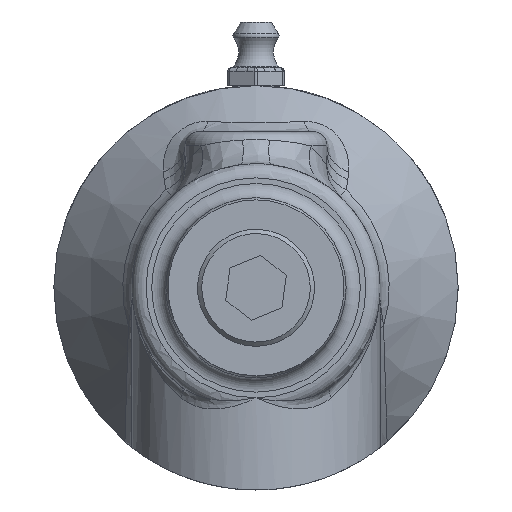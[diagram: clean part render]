
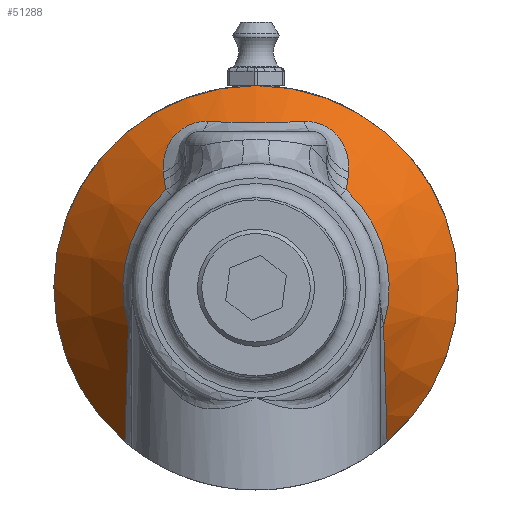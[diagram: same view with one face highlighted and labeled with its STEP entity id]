
A CAD part, left-side view. The second image highlights one B-rep face of the part: STEP entity #51288.
In plain terms, the highlighted conical face has half-angle 38 degrees and reference radius 24.369 mm.
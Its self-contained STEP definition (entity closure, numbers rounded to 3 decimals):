
#46318=CARTESIAN_POINT('',(-48.421,18.478,-21.698));
#46319=VERTEX_POINT('',#46318);
#46337=CARTESIAN_POINT('',(-48.421,-18.478,-21.698));
#46338=VERTEX_POINT('',#46337);
#46339=CARTESIAN_POINT('',(-48.421,0.0,0.0));
#46340=DIRECTION('',(-1.0,0.0,0.0));
#46341=DIRECTION('',(0.0,0.0,1.0));
#46342=AXIS2_PLACEMENT_3D('',#46339,#46340,#46341);
#46343=CIRCLE('',#46342,28.5);
#46344=EDGE_CURVE('',#46338,#46319,#46343,.T.);
#50225=CARTESIAN_POINT('',(-60.872,-17.99,-5.363));
#50226=VERTEX_POINT('',#50225);
#50227=CARTESIAN_POINT('',(-48.421,-18.478,-21.698));
#50228=CARTESIAN_POINT('',(-49.091,-18.46,-21.025));
#50229=CARTESIAN_POINT('',(-50.462,-18.422,-19.626));
#50230=CARTESIAN_POINT('',(-53.17,-18.338,-16.736));
#50231=CARTESIAN_POINT('',(-56.116,-18.228,-13.305));
#50232=CARTESIAN_POINT('',(-58.407,-18.122,-10.088));
#50233=CARTESIAN_POINT('',(-59.889,-18.045,-7.562));
#50234=CARTESIAN_POINT('',(-60.521,-18.01,-6.253));
#50235=CARTESIAN_POINT('',(-60.872,-17.99,-5.363));
#50236=B_SPLINE_CURVE_WITH_KNOTS('',3,(#50227,#50228,#50229,#50230,#50231,#50232,#50233,#50234,#50235),.UNSPECIFIED.,.F.,.U.,(4,1,1,1,1,1,4),(-2.126,-1.838,-1.531,-0.919,-0.459,-0.306,0.0),.UNSPECIFIED.);
#50237=EDGE_CURVE('',#46338,#50226,#50236,.T.);
#50911=CARTESIAN_POINT('',(-60.872,17.99,-5.363));
#50912=VERTEX_POINT('',#50911);
#50999=CARTESIAN_POINT('',(-60.872,17.99,-5.363));
#51000=CARTESIAN_POINT('',(-60.521,18.01,-6.253));
#51001=CARTESIAN_POINT('',(-59.678,18.057,-7.999));
#51002=CARTESIAN_POINT('',(-57.607,18.161,-11.322));
#51003=CARTESIAN_POINT('',(-55.143,18.266,-14.456));
#51004=CARTESIAN_POINT('',(-52.484,18.359,-17.469));
#51005=CARTESIAN_POINT('',(-50.462,18.422,-19.625));
#51006=CARTESIAN_POINT('',(-49.092,18.46,-21.025));
#51007=CARTESIAN_POINT('',(-48.421,18.478,-21.698));
#51008=B_SPLINE_CURVE_WITH_KNOTS('',3,(#50999,#51000,#51001,#51002,#51003,#51004,#51005,#51006,#51007),.UNSPECIFIED.,.F.,.U.,(4,1,1,1,1,1,4),(-2.35,-2.044,-1.738,-1.125,-0.819,-0.513,-0.224),.UNSPECIFIED.);
#51009=EDGE_CURVE('',#50912,#46319,#51008,.T.);
#51030=CARTESIAN_POINT('',(-60.872,12.72,13.806));
#51031=VERTEX_POINT('',#51030);
#51039=CARTESIAN_POINT('',(-60.872,0.0,0.0));
#51040=DIRECTION('',(1.0,0.0,0.0));
#51041=DIRECTION('',(0.0,1.0,0.0));
#51042=AXIS2_PLACEMENT_3D('',#51039,#51040,#51041);
#51043=CIRCLE('',#51042,18.772);
#51044=EDGE_CURVE('',#50912,#51031,#51043,.T.);
#51176=CARTESIAN_POINT('',(-60.872,-12.72,13.806));
#51177=VERTEX_POINT('',#51176);
#51178=CARTESIAN_POINT('',(-60.872,0.0,0.0));
#51179=DIRECTION('',(1.0,0.0,0.0));
#51180=DIRECTION('',(0.0,1.0,0.0));
#51181=AXIS2_PLACEMENT_3D('',#51178,#51179,#51180);
#51182=CIRCLE('',#51181,18.772);
#51183=EDGE_CURVE('',#51177,#50226,#51182,.T.);
#51196=CARTESIAN_POINT('',(-53.707,0.0,0.0));
#51197=DIRECTION('',(1.0,0.0,0.0));
#51198=DIRECTION('',(0.0,1.0,0.0));
#51199=AXIS2_PLACEMENT_3D('',#51196,#51197,#51198);
#51200=CONICAL_SURFACE('',#51199,24.37,38.);
#51201=ORIENTED_EDGE('',*,*,#51009,.F.);
#51202=ORIENTED_EDGE('',*,*,#51044,.T.);
#51203=CARTESIAN_POINT('',(-59.306,12.94,15.244));
#51204=VERTEX_POINT('',#51203);
#51205=CARTESIAN_POINT('',(-59.306,12.94,15.244));
#51206=CARTESIAN_POINT('',(-59.819,12.891,14.76));
#51207=CARTESIAN_POINT('',(-60.342,12.818,14.278));
#51208=CARTESIAN_POINT('',(-60.872,12.72,13.806));
#51209=B_SPLINE_CURVE_WITH_KNOTS('',3,(#51205,#51206,#51207,#51208),.UNSPECIFIED.,.F.,.U.,(4,4),(0.0,0.221),.UNSPECIFIED.);
#51210=EDGE_CURVE('',#51204,#51031,#51209,.T.);
#51211=ORIENTED_EDGE('',*,*,#51210,.F.);
#51212=CARTESIAN_POINT('',(-58.168,13.046,16.308));
#51213=VERTEX_POINT('',#51212);
#51214=CARTESIAN_POINT('',(-58.168,13.046,16.308));
#51215=CARTESIAN_POINT('',(-58.55,13.012,15.954));
#51216=CARTESIAN_POINT('',(-58.929,12.977,15.599));
#51217=CARTESIAN_POINT('',(-59.306,12.94,15.244));
#51218=B_SPLINE_CURVE_WITH_KNOTS('',3,(#51214,#51215,#51216,#51217),.UNSPECIFIED.,.F.,.U.,(4,4),(-0.162,0.0),.UNSPECIFIED.);
#51219=EDGE_CURVE('',#51213,#51204,#51218,.T.);
#51220=ORIENTED_EDGE('',*,*,#51219,.F.);
#51221=CARTESIAN_POINT('',(-53.678,6.701,23.454));
#51222=VERTEX_POINT('',#51221);
#51223=CARTESIAN_POINT('',(-53.678,6.701,23.454));
#51224=CARTESIAN_POINT('',(-53.455,7.24,23.481));
#51225=CARTESIAN_POINT('',(-53.13,8.363,23.39));
#51226=CARTESIAN_POINT('',(-53.115,9.698,22.872));
#51227=CARTESIAN_POINT('',(-53.34,10.636,22.25));
#51228=CARTESIAN_POINT('',(-53.704,11.46,21.521));
#51229=CARTESIAN_POINT('',(-54.404,12.264,20.441));
#51230=CARTESIAN_POINT('',(-55.315,12.746,19.288));
#51231=CARTESIAN_POINT('',(-56.543,13.085,17.888));
#51232=CARTESIAN_POINT('',(-57.456,13.111,16.97));
#51233=CARTESIAN_POINT('',(-58.168,13.046,16.308));
#51234=B_SPLINE_CURVE_WITH_KNOTS('',3,(#51223,#51224,#51225,#51226,#51227,#51228,#51229,#51230,#51231,#51232,#51233),.UNSPECIFIED.,.F.,.U.,(4,1,1,1,1,1,1,1,4),(0.0,0.202,0.403,0.504,0.605,0.806,1.008,1.109,1.411),.UNSPECIFIED.);
#51235=EDGE_CURVE('',#51222,#51213,#51234,.T.);
#51236=ORIENTED_EDGE('',*,*,#51235,.F.);
#51237=CARTESIAN_POINT('',(-53.678,-6.701,23.454));
#51238=VERTEX_POINT('',#51237);
#51239=CARTESIAN_POINT('',(-53.678,-6.701,23.454));
#51240=CARTESIAN_POINT('',(-54.,-5.924,23.415));
#51241=CARTESIAN_POINT('',(-54.443,-4.662,23.359));
#51242=CARTESIAN_POINT('',(-54.931,-2.591,23.296));
#51243=CARTESIAN_POINT('',(-55.133,-0.816,23.269));
#51244=CARTESIAN_POINT('',(-55.102,1.119,23.273));
#51245=CARTESIAN_POINT('',(-54.795,3.541,23.314));
#51246=CARTESIAN_POINT('',(-54.193,5.457,23.391));
#51247=CARTESIAN_POINT('',(-53.678,6.701,23.454));
#51248=B_SPLINE_CURVE_WITH_KNOTS('',3,(#51239,#51240,#51241,#51242,#51243,#51244,#51245,#51246,#51247),.UNSPECIFIED.,.F.,.U.,(4,1,1,1,1,1,4),(-1.629,-1.338,-1.164,-0.873,-0.698,-0.465,0.0),.UNSPECIFIED.);
#51249=EDGE_CURVE('',#51238,#51222,#51248,.T.);
#51250=ORIENTED_EDGE('',*,*,#51249,.F.);
#51251=CARTESIAN_POINT('',(-58.168,-13.046,16.308));
#51252=VERTEX_POINT('',#51251);
#51253=CARTESIAN_POINT('',(-58.168,-13.046,16.308));
#51254=CARTESIAN_POINT('',(-57.456,-13.111,16.97));
#51255=CARTESIAN_POINT('',(-56.543,-13.085,17.888));
#51256=CARTESIAN_POINT('',(-55.315,-12.746,19.288));
#51257=CARTESIAN_POINT('',(-54.404,-12.264,20.441));
#51258=CARTESIAN_POINT('',(-53.704,-11.46,21.521));
#51259=CARTESIAN_POINT('',(-53.34,-10.636,22.25));
#51260=CARTESIAN_POINT('',(-53.115,-9.698,22.872));
#51261=CARTESIAN_POINT('',(-53.13,-8.363,23.39));
#51262=CARTESIAN_POINT('',(-53.455,-7.24,23.481));
#51263=CARTESIAN_POINT('',(-53.678,-6.701,23.454));
#51264=B_SPLINE_CURVE_WITH_KNOTS('',3,(#51253,#51254,#51255,#51256,#51257,#51258,#51259,#51260,#51261,#51262,#51263),.UNSPECIFIED.,.F.,.U.,(4,1,1,1,1,1,1,1,4),(0.0,0.302,0.403,0.605,0.806,0.907,1.008,1.21,1.411),.UNSPECIFIED.);
#51265=EDGE_CURVE('',#51252,#51238,#51264,.T.);
#51266=ORIENTED_EDGE('',*,*,#51265,.F.);
#51267=CARTESIAN_POINT('',(-59.306,-12.94,15.244));
#51268=VERTEX_POINT('',#51267);
#51269=CARTESIAN_POINT('',(-59.306,-12.94,15.244));
#51270=CARTESIAN_POINT('',(-58.929,-12.977,15.599));
#51271=CARTESIAN_POINT('',(-58.55,-13.012,15.954));
#51272=CARTESIAN_POINT('',(-58.168,-13.046,16.308));
#51273=B_SPLINE_CURVE_WITH_KNOTS('',3,(#51269,#51270,#51271,#51272),.UNSPECIFIED.,.F.,.U.,(4,4),(-0.162,0.),.UNSPECIFIED.);
#51274=EDGE_CURVE('',#51268,#51252,#51273,.T.);
#51275=ORIENTED_EDGE('',*,*,#51274,.F.);
#51276=CARTESIAN_POINT('',(-60.872,-12.72,13.806));
#51277=CARTESIAN_POINT('',(-60.342,-12.818,14.278));
#51278=CARTESIAN_POINT('',(-59.819,-12.891,14.76));
#51279=CARTESIAN_POINT('',(-59.306,-12.94,15.244));
#51280=B_SPLINE_CURVE_WITH_KNOTS('',3,(#51276,#51277,#51278,#51279),.UNSPECIFIED.,.F.,.U.,(4,4),(-0.221,0.),.UNSPECIFIED.);
#51281=EDGE_CURVE('',#51177,#51268,#51280,.T.);
#51282=ORIENTED_EDGE('',*,*,#51281,.F.);
#51283=ORIENTED_EDGE('',*,*,#51183,.T.);
#51284=ORIENTED_EDGE('',*,*,#50237,.F.);
#51285=ORIENTED_EDGE('',*,*,#46344,.T.);
#51286=EDGE_LOOP('',(#51201,#51202,#51211,#51220,#51236,#51250,#51266,#51275,#51282,#51283,#51284,#51285));
#51287=FACE_OUTER_BOUND('',#51286,.T.);
#51288=ADVANCED_FACE('',(#51287),#51200,.T.);
